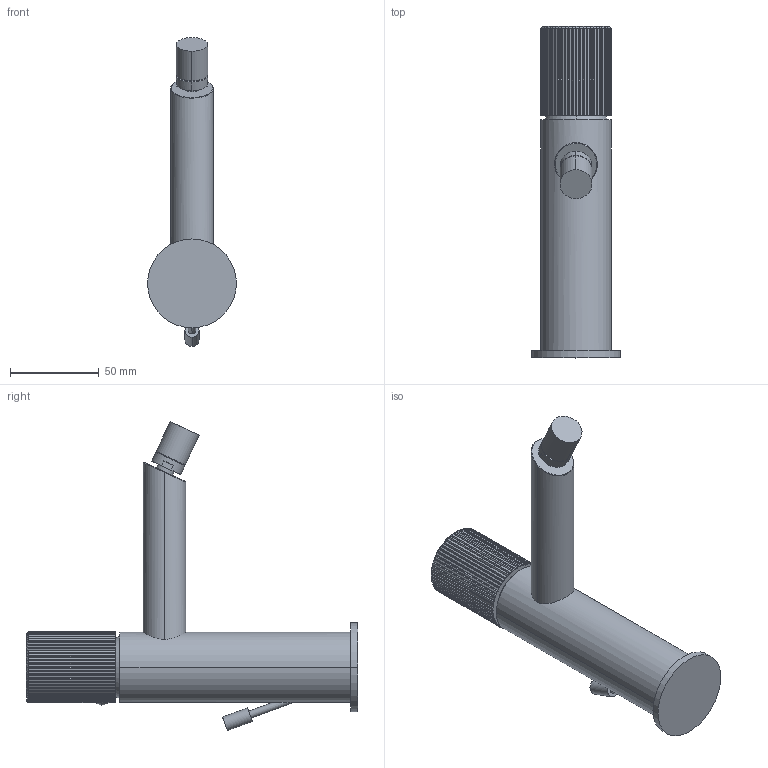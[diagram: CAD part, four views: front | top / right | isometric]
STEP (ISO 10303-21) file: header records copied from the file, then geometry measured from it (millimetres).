
FILE_DESCRIPTION((''),'2;1');
FILE_NAME('JO135CR','2021-02-02T15:02:37',('ut3'),('PAFFONI SpA'),'CREO PARAMETRIC BY PTC INC, 2020044','CREO PARAMETRIC BY PTC INC, 2020044','');
FILE_SCHEMA(('CONFIG_CONTROL_DESIGN','SHAPE_APPEARANCE_LAYERS_GROUPS'));
Length unit declared in the file: millimetre
Products named in the file (1): JO135CR
Bounding box: 50 x 186.85 x 173.84 mm (x, y, z)
Volume: 280344.6 mm3; surface area: 38706.2 mm2
Topology: 1 solids, 1 shells, 238 faces, 673 edges, 444 vertices
Faces by surface type: plane 142, cylinder 86, bspline 4, cone 4, sphere 2
Entity records: 10410 total; most frequent: CARTESIAN_POINT 2645, ORIENTED_EDGE 1338, DIRECTION 1155, EDGE_CURVE 669, VERTEX_POINT 444, AXIS2_PLACEMENT_3D 404, VECTOR 347, LINE 347
